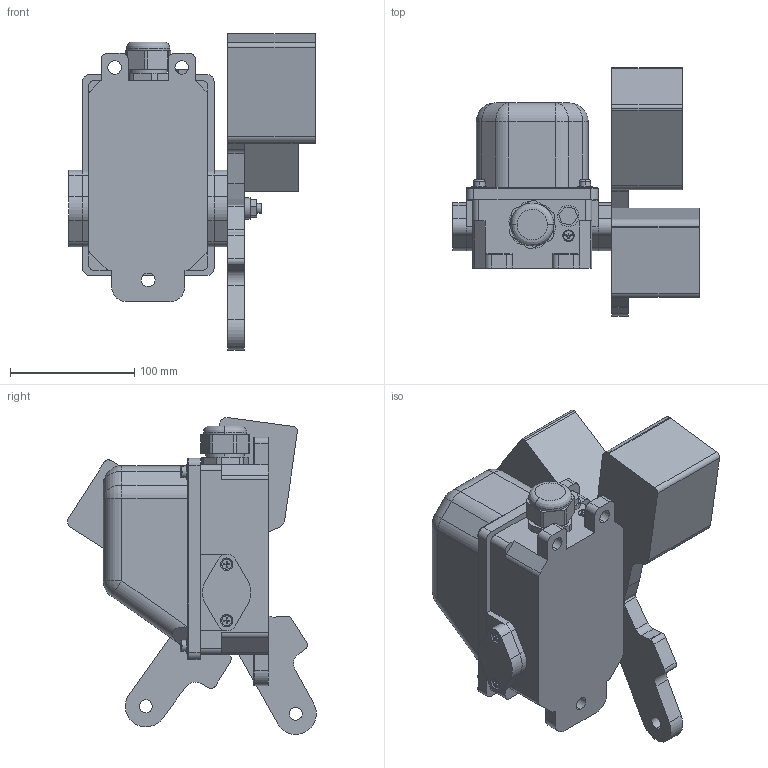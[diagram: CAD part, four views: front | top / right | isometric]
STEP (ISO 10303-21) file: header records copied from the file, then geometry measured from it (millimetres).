
FILE_DESCRIPTION (( 'STEP AP214' ), '1' );
FILE_NAME ('KV-1-703-1 ÊÓ-703 Ó1, ðû÷àã ñ ãðóçîì, 10 À, IP44, 2 ýë. öåïè, á_ï.STEP', '2017-11-15T07:41:31', ( '' ), ( '' ), 'SwSTEP 2.0', 'SolidWorks 2014', '' );
FILE_SCHEMA (( 'AUTOMOTIVE_DESIGN' ));
Length unit declared in the file: millimetre
Products named in the file (1): KV-1-703-1 ÊÓ-703 Ó1, ðû÷àã ñ ãðóçîì, 10 À, IP44, 2 ýë. öåïè, á_ï
Bounding box: 198.5 x 200.21 x 255.15 mm (x, y, z)
Volume: 2620522.3 mm3; surface area: 220730.9 mm2
Topology: 5 solids, 5 shells, 563 faces, 1486 edges, 968 vertices
Faces by surface type: plane 322, cylinder 156, bspline 49, torus 22, cone 8, sphere 6
Entity records: 20032 total; most frequent: CARTESIAN_POINT 6059, ORIENTED_EDGE 2960, DIRECTION 2758, EDGE_CURVE 1480, LINE 996, VECTOR 996, VERTEX_POINT 968, AXIS2_PLACEMENT_3D 881
